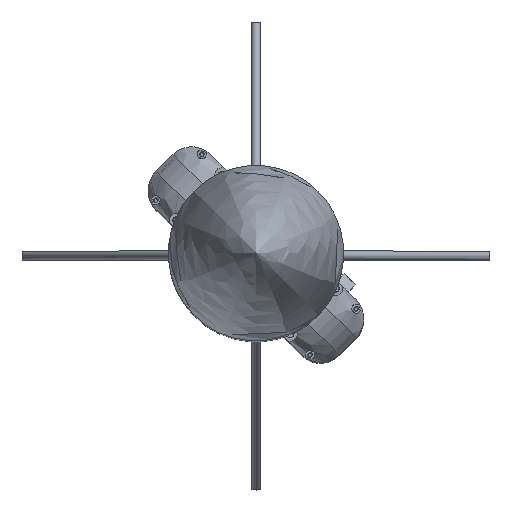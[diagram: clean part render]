
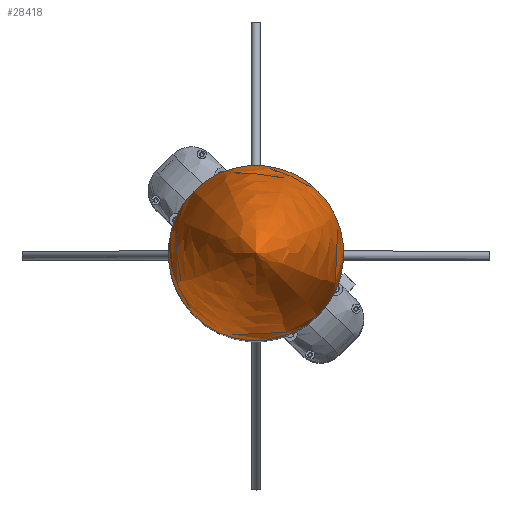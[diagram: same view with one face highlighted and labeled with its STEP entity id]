
A CAD part, top view. The second image highlights one B-rep face of the part: STEP entity #28418.
In plain terms, the highlighted free-form (B-spline) face has degree [3, 3] with [4, 19] control points.
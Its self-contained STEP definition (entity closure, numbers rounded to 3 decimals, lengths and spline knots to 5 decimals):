
#10=VERTEX_LOOP('',#17965);
#490=B_SPLINE_SURFACE_WITH_KNOTS('',3,3,((#59733,#59734,#59735,#59736,#59737,
#59738,#59739,#59740,#59741,#59742,#59743,#59744,#59745,#59746,#59747,#59748,
#59749,#59750,#59751),(#59752,#59753,#59754,#59755,#59756,#59757,#59758,
#59759,#59760,#59761,#59762,#59763,#59764,#59765,#59766,#59767,#59768,#59769,
#59770),(#59771,#59772,#59773,#59774,#59775,#59776,#59777,#59778,#59779,
#59780,#59781,#59782,#59783,#59784,#59785,#59786,#59787,#59788,#59789),
(#59790,#59791,#59792,#59793,#59794,#59795,#59796,#59797,#59798,#59799,
#59800,#59801,#59802,#59803,#59804,#59805,#59806,#59807,#59808)),
 .UNSPECIFIED.,.F.,.T.,.F.,(4,4),(1,1,1,1,1,1,1,1,1,1,1,1,1,1,1,1,1,1,1,
1,1,1,1),(0.,1.),(-1.1781,-0.7854,-0.3927,
0.,0.3927,0.7854,1.1781,1.5708,
1.9635,2.35619,2.74889,3.14159,3.53429,
3.92699,4.31969,4.71239,5.10509,5.49779,
5.89049,6.28319,6.67588,7.06858,7.46128),
 .UNSPECIFIED.);
#1468=CIRCLE('',#31687,0.03305);
#10779=ORIENTED_EDGE('',*,*,#14909,.F.);
#14909=EDGE_CURVE('',#17964,#17964,#1468,.T.);
#17964=VERTEX_POINT('',#59732);
#17965=VERTEX_POINT('',#59809);
#24545=EDGE_LOOP('',(#10779));
#26272=FACE_BOUND('',#24545,.T.);
#26273=FACE_BOUND('',#10,.T.);
#28418=ADVANCED_FACE('',(#26272,#26273),#490,.F.);
#31687=AXIS2_PLACEMENT_3D('',#59731,#38780,#38781);
#38780=DIRECTION('',(0.,0.,-1.));
#38781=DIRECTION('',(-1.,0.,0.));
#59731=CARTESIAN_POINT('',(0.,0.,0.0175));
#59732=CARTESIAN_POINT('',(-0.03305,0.,0.0175));
#59733=CARTESIAN_POINT('',(0.,0.,0.1375));
#59734=CARTESIAN_POINT('',(0.,0.,0.1375));
#59735=CARTESIAN_POINT('',(0.,0.,0.1375));
#59736=CARTESIAN_POINT('',(0.,0.,0.1375));
#59737=CARTESIAN_POINT('',(0.,0.,0.1375));
#59738=CARTESIAN_POINT('',(0.,0.,0.1375));
#59739=CARTESIAN_POINT('',(0.,0.,0.1375));
#59740=CARTESIAN_POINT('',(0.,0.,0.1375));
#59741=CARTESIAN_POINT('',(0.,0.,0.1375));
#59742=CARTESIAN_POINT('',(0.,0.,0.1375));
#59743=CARTESIAN_POINT('',(0.,0.,0.1375));
#59744=CARTESIAN_POINT('',(0.,0.,0.1375));
#59745=CARTESIAN_POINT('',(0.,0.,0.1375));
#59746=CARTESIAN_POINT('',(0.,0.,0.1375));
#59747=CARTESIAN_POINT('',(0.,0.,0.1375));
#59748=CARTESIAN_POINT('',(0.,0.,0.1375));
#59749=CARTESIAN_POINT('',(0.,0.,0.1375));
#59750=CARTESIAN_POINT('',(0.,0.,0.1375));
#59751=CARTESIAN_POINT('',(0.,0.,0.1375));
#59752=CARTESIAN_POINT('',(0.01731,0.00717,0.11344));
#59753=CARTESIAN_POINT('',(0.01873,0.,0.11344));
#59754=CARTESIAN_POINT('',(0.01731,-0.00717,0.11344));
#59755=CARTESIAN_POINT('',(0.01325,-0.01325,0.11344));
#59756=CARTESIAN_POINT('',(0.00717,-0.01731,0.11344));
#59757=CARTESIAN_POINT('',(0.,-0.01873,0.11344));
#59758=CARTESIAN_POINT('',(-0.00717,-0.01731,0.11344));
#59759=CARTESIAN_POINT('',(-0.01325,-0.01325,0.11344));
#59760=CARTESIAN_POINT('',(-0.01731,-0.00717,0.11344));
#59761=CARTESIAN_POINT('',(-0.01873,0.,0.11344));
#59762=CARTESIAN_POINT('',(-0.01731,0.00717,0.11344));
#59763=CARTESIAN_POINT('',(-0.01325,0.01325,0.11344));
#59764=CARTESIAN_POINT('',(-0.00717,0.01731,0.11344));
#59765=CARTESIAN_POINT('',(0.,0.01873,0.11344));
#59766=CARTESIAN_POINT('',(0.00717,0.01731,0.11344));
#59767=CARTESIAN_POINT('',(0.01325,0.01325,0.11344));
#59768=CARTESIAN_POINT('',(0.01731,0.00717,0.11344));
#59769=CARTESIAN_POINT('',(0.01873,0.,0.11344));
#59770=CARTESIAN_POINT('',(0.01731,-0.00717,0.11344));
#59771=CARTESIAN_POINT('',(0.02775,0.01149,0.07344));
#59772=CARTESIAN_POINT('',(0.03004,0.,0.07344));
#59773=CARTESIAN_POINT('',(0.02775,-0.01149,0.07344));
#59774=CARTESIAN_POINT('',(0.02124,-0.02124,0.07344));
#59775=CARTESIAN_POINT('',(0.01149,-0.02775,0.07344));
#59776=CARTESIAN_POINT('',(0.,-0.03004,0.07344));
#59777=CARTESIAN_POINT('',(-0.01149,-0.02775,0.07344));
#59778=CARTESIAN_POINT('',(-0.02124,-0.02124,0.07344));
#59779=CARTESIAN_POINT('',(-0.02775,-0.01149,0.07344));
#59780=CARTESIAN_POINT('',(-0.03004,0.,0.07344));
#59781=CARTESIAN_POINT('',(-0.02775,0.01149,0.07344));
#59782=CARTESIAN_POINT('',(-0.02124,0.02124,0.07344));
#59783=CARTESIAN_POINT('',(-0.01149,0.02775,0.07344));
#59784=CARTESIAN_POINT('',(0.,0.03004,0.07344));
#59785=CARTESIAN_POINT('',(0.01149,0.02775,0.07344));
#59786=CARTESIAN_POINT('',(0.02124,0.02124,0.07344));
#59787=CARTESIAN_POINT('',(0.02775,0.01149,0.07344));
#59788=CARTESIAN_POINT('',(0.03004,0.,0.07344));
#59789=CARTESIAN_POINT('',(0.02775,-0.01149,0.07344));
#59790=CARTESIAN_POINT('',(0.03133,0.01298,0.0175));
#59791=CARTESIAN_POINT('',(0.03391,0.,0.0175));
#59792=CARTESIAN_POINT('',(0.03133,-0.01298,0.0175));
#59793=CARTESIAN_POINT('',(0.02398,-0.02398,0.0175));
#59794=CARTESIAN_POINT('',(0.01298,-0.03133,0.0175));
#59795=CARTESIAN_POINT('',(0.,-0.03391,0.0175));
#59796=CARTESIAN_POINT('',(-0.01298,-0.03133,0.0175));
#59797=CARTESIAN_POINT('',(-0.02398,-0.02398,0.0175));
#59798=CARTESIAN_POINT('',(-0.03133,-0.01298,0.0175));
#59799=CARTESIAN_POINT('',(-0.03391,0.,0.0175));
#59800=CARTESIAN_POINT('',(-0.03133,0.01298,0.0175));
#59801=CARTESIAN_POINT('',(-0.02398,0.02398,0.0175));
#59802=CARTESIAN_POINT('',(-0.01298,0.03133,0.0175));
#59803=CARTESIAN_POINT('',(0.,0.03391,0.0175));
#59804=CARTESIAN_POINT('',(0.01298,0.03133,0.0175));
#59805=CARTESIAN_POINT('',(0.02398,0.02398,0.0175));
#59806=CARTESIAN_POINT('',(0.03133,0.01298,0.0175));
#59807=CARTESIAN_POINT('',(0.03391,0.,0.0175));
#59808=CARTESIAN_POINT('',(0.03133,-0.01298,0.0175));
#59809=CARTESIAN_POINT('',(0.,0.,0.1375));
